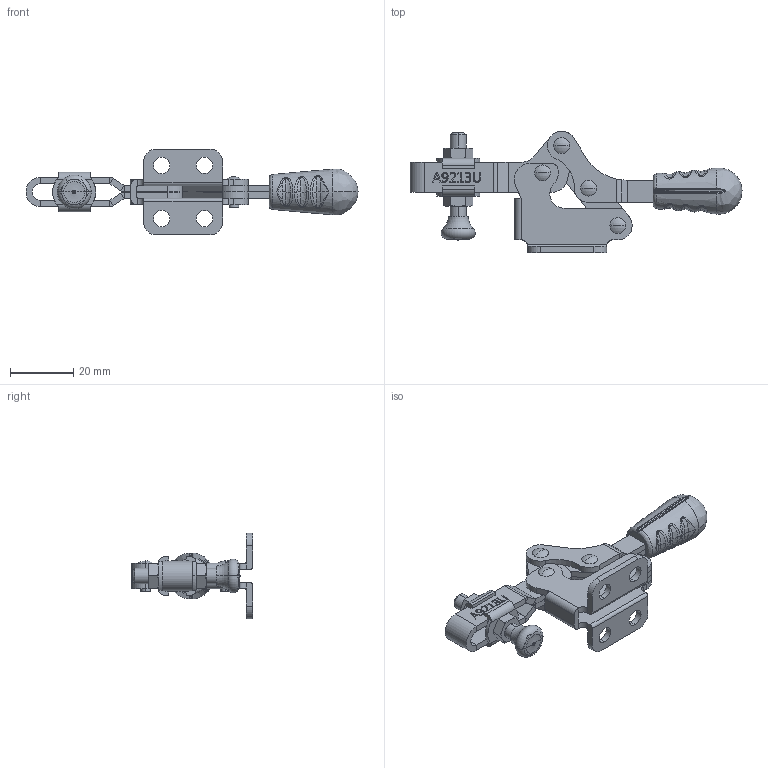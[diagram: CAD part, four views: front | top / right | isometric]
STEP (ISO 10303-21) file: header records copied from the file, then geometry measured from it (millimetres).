
FILE_DESCRIPTION (( 'STEP AP214' ), '1' );
FILE_NAME ('A9213U(AMF-20752-B).STEP', '2024-01-03T02:19:04', ( 'D2' ), ( '' ), 'SwSTEP 2.0', 'SolidWorks 2016', '' );
FILE_SCHEMA (( 'AUTOMOTIVE_DESIGN' ));
Length unit declared in the file: millimetre
Products named in the file (14): CT05030; fw100; Hexagon Nut_3_JIS_JIS B 1181 Hexagon nut - Class 3 Finished M5 --N; 零件1^CT05030; 7205030; もр?_纐_; 6800GH-0-11AMF; ･k､筴秬ﾀq_; ･ｪ､筴秬ﾀq_; ??_ﾀq_; ?ｱｵ､ﾀq_; ?ｧ秬ﾀq_; ｩｳｮy_ﾀq_; A9213U(AMF-20752-B)
Assembly tree (19 placements, depth 3):
  A9213U(AMF-20752-B)
    ｩｳｮy_ﾀq_
    ?ｧ秬ﾀq_
    ?ｱｵ､ﾀq_  x2
    ??_ﾀq_  x4
    もр?_纐_
      ･ｪ､筴秬ﾀq_
      ･k､筴秬ﾀq_
      6800GH-0-11AMF
    CT05030
      7205030
      零件1^CT05030
      Hexagon Nut_3_JIS_JIS B 1181 Hexagon nut - Class 3 Finished M5 --N  x2
      fw100  x2
Bounding box: 104.71 x 38.23 x 27 mm (x, y, z)
Volume: 12903.1 mm3; surface area: 15308.9 mm2
Topology: 17 solids, 17 shells, 620 faces, 1492 edges, 922 vertices
Faces by surface type: plane 254, cylinder 187, bspline 113, cone 48, sphere 10, torus 8
Entity records: 23625 total; most frequent: CARTESIAN_POINT 11365, ORIENTED_EDGE 2538, DIRECTION 2228, EDGE_CURVE 1269, AXIS2_PLACEMENT_3D 810, VERTEX_POINT 788, LINE 608, VECTOR 608
